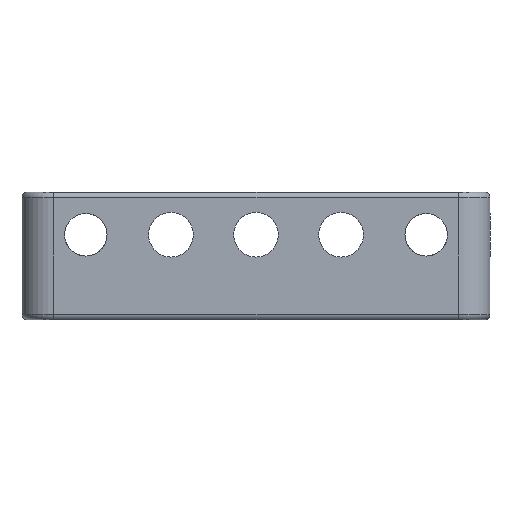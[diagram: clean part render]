
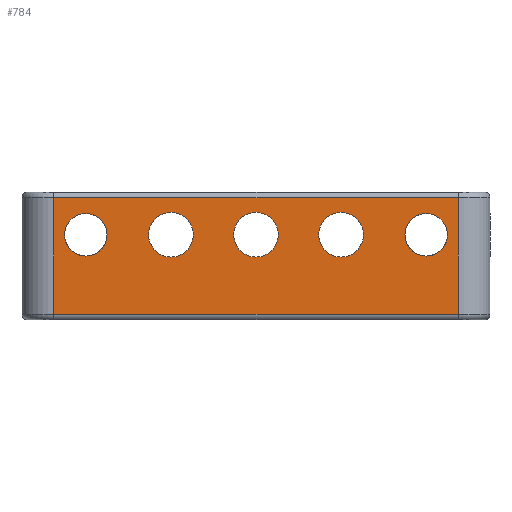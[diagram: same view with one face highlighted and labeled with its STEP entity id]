
A CAD part, front view. The second image highlights one B-rep face of the part: STEP entity #784.
In plain terms, the highlighted planar face has unit normal (0, -1, 0).
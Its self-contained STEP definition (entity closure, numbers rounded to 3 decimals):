
#174 = CIRCLE ( 'NONE', #2099, 2.1 ) ;
#176 = DIRECTION ( 'NONE',  ( 0., 0., 1. ) ) ;
#318 = ORIENTED_EDGE ( 'NONE', *, *, #602, .T. ) ;
#392 = EDGE_LOOP ( 'NONE', ( #8766, #3481 ) ) ;
#465 = VECTOR ( 'NONE', #2035, 1000. ) ;
#500 = EDGE_LOOP ( 'NONE', ( #9925, #6512 ) ) ;
#553 = DIRECTION ( 'NONE',  ( 0., 1., 0. ) ) ;
#602 = EDGE_CURVE ( 'NONE', #11584, #14010, #1093, .T. ) ;
#784 = ADVANCED_FACE ( 'NONE', ( #9892, #13075, #6464, #11901, #6330, #9614 ), #870, .F. ) ;
#810 = LINE ( 'NONE', #888, #11903 ) ;
#870 = PLANE ( 'NONE',  #4030 ) ;
#888 = CARTESIAN_POINT ( 'NONE',  ( 19., -22., 0.5 ) ) ;
#1027 = VERTEX_POINT ( 'NONE', #12834 ) ;
#1093 = LINE ( 'NONE', #1248, #6611 ) ;
#1112 = CIRCLE ( 'NONE', #11449, 2.1 ) ;
#1163 = DIRECTION ( 'NONE',  ( 0., 0., -1. ) ) ;
#1248 = CARTESIAN_POINT ( 'NONE',  ( -22., -22., 11.5 ) ) ;
#1306 = ORIENTED_EDGE ( 'NONE', *, *, #9975, .T. ) ;
#1573 = VERTEX_POINT ( 'NONE', #7786 ) ;
#1969 = CARTESIAN_POINT ( 'NONE',  ( 19., -22., 4. ) ) ;
#2021 = CARTESIAN_POINT ( 'NONE',  ( 16., -22., 6. ) ) ;
#2035 = DIRECTION ( 'NONE',  ( 0., 0., 1. ) ) ;
#2099 = AXIS2_PLACEMENT_3D ( 'NONE', #4658, #3719, #5998 ) ;
#2122 = VERTEX_POINT ( 'NONE', #3623 ) ;
#2158 = VERTEX_POINT ( 'NONE', #3852 ) ;
#2221 = AXIS2_PLACEMENT_3D ( 'NONE', #3729, #12592, #3648 ) ;
#2377 = ORIENTED_EDGE ( 'NONE', *, *, #11742, .T. ) ;
#2429 = AXIS2_PLACEMENT_3D ( 'NONE', #13977, #9460, #5161 ) ;
#2840 = EDGE_LOOP ( 'NONE', ( #5158, #1306 ) ) ;
#3209 = DIRECTION ( 'NONE',  ( 0., 0., -1. ) ) ;
#3226 = CARTESIAN_POINT ( 'NONE',  ( -8., -22., 8. ) ) ;
#3481 = ORIENTED_EDGE ( 'NONE', *, *, #13755, .T. ) ;
#3623 = CARTESIAN_POINT ( 'NONE',  ( 0., -22., 5.9 ) ) ;
#3648 = DIRECTION ( 'NONE',  ( 0., 0., 1. ) ) ;
#3703 = EDGE_LOOP ( 'NONE', ( #3838, #318, #6110, #4579 ) ) ;
#3719 = DIRECTION ( 'NONE',  ( 0., 1., 0. ) ) ;
#3729 = CARTESIAN_POINT ( 'NONE',  ( 16., -22., 8. ) ) ;
#3752 = CARTESIAN_POINT ( 'NONE',  ( 8., -22., 8. ) ) ;
#3838 = ORIENTED_EDGE ( 'NONE', *, *, #12252, .T. ) ;
#3839 = CIRCLE ( 'NONE', #2221, 2. ) ;
#3852 = CARTESIAN_POINT ( 'NONE',  ( -16., -22., 10. ) ) ;
#3904 = VERTEX_POINT ( 'NONE', #4157 ) ;
#3917 = DIRECTION ( 'NONE',  ( 0., 0., 1. ) ) ;
#4030 = AXIS2_PLACEMENT_3D ( 'NONE', #8715, #12178, #13228 ) ;
#4157 = CARTESIAN_POINT ( 'NONE',  ( 19., -22., 0.5 ) ) ;
#4296 = EDGE_CURVE ( 'NONE', #6343, #3904, #810, .T. ) ;
#4386 = DIRECTION ( 'NONE',  ( 0., 0., 1. ) ) ;
#4579 = ORIENTED_EDGE ( 'NONE', *, *, #4296, .T. ) ;
#4648 = VERTEX_POINT ( 'NONE', #10213 ) ;
#4658 = CARTESIAN_POINT ( 'NONE',  ( 0., -22., 8. ) ) ;
#4758 = DIRECTION ( 'NONE',  ( 0., 1., 0. ) ) ;
#4872 = CIRCLE ( 'NONE', #9783, 2.1 ) ;
#5031 = EDGE_LOOP ( 'NONE', ( #10293, #9369 ) ) ;
#5065 = DIRECTION ( 'NONE',  ( 0., 0., 1. ) ) ;
#5158 = ORIENTED_EDGE ( 'NONE', *, *, #12724, .T. ) ;
#5161 = DIRECTION ( 'NONE',  ( 0., 0., 1. ) ) ;
#5407 = VECTOR ( 'NONE', #1163, 1000. ) ;
#5570 = DIRECTION ( 'NONE',  ( 0., 1., 0. ) ) ;
#5703 = VERTEX_POINT ( 'NONE', #14573 ) ;
#5958 = DIRECTION ( 'NONE',  ( 0., 0., 1. ) ) ;
#5998 = DIRECTION ( 'NONE',  ( 0., 0., 1. ) ) ;
#6110 = ORIENTED_EDGE ( 'NONE', *, *, #6887, .T. ) ;
#6115 = CARTESIAN_POINT ( 'NONE',  ( -19., -22., 11.5 ) ) ;
#6151 = VERTEX_POINT ( 'NONE', #7123 ) ;
#6330 = FACE_BOUND ( 'NONE', #5031, .T. ) ;
#6343 = VERTEX_POINT ( 'NONE', #8626 ) ;
#6361 = VERTEX_POINT ( 'NONE', #10509 ) ;
#6464 = FACE_BOUND ( 'NONE', #392, .T. ) ;
#6512 = ORIENTED_EDGE ( 'NONE', *, *, #10899, .T. ) ;
#6611 = VECTOR ( 'NONE', #13454, 1000. ) ;
#6650 = VERTEX_POINT ( 'NONE', #2021 ) ;
#6680 = CARTESIAN_POINT ( 'NONE',  ( 19., -22., 11.5 ) ) ;
#6887 = EDGE_CURVE ( 'NONE', #14010, #6343, #13521, .T. ) ;
#6888 = EDGE_LOOP ( 'NONE', ( #2377, #8672 ) ) ;
#7004 = AXIS2_PLACEMENT_3D ( 'NONE', #10162, #11519, #5958 ) ;
#7123 = CARTESIAN_POINT ( 'NONE',  ( 8., -22., 5.9 ) ) ;
#7370 = DIRECTION ( 'NONE',  ( 1., 0., 0. ) ) ;
#7786 = CARTESIAN_POINT ( 'NONE',  ( 16., -22., 10. ) ) ;
#7816 = EDGE_CURVE ( 'NONE', #4648, #6151, #4872, .T. ) ;
#8161 = CIRCLE ( 'NONE', #7004, 2. ) ;
#8626 = CARTESIAN_POINT ( 'NONE',  ( -19., -22., 0.5 ) ) ;
#8672 = ORIENTED_EDGE ( 'NONE', *, *, #13836, .T. ) ;
#8715 = CARTESIAN_POINT ( 'NONE',  ( -22., -22., 4. ) ) ;
#8764 = DIRECTION ( 'NONE',  ( 0., 1., 0. ) ) ;
#8766 = ORIENTED_EDGE ( 'NONE', *, *, #7816, .T. ) ;
#9127 = AXIS2_PLACEMENT_3D ( 'NONE', #11673, #9523, #5065 ) ;
#9158 = CARTESIAN_POINT ( 'NONE',  ( -19., -22., 4. ) ) ;
#9216 = CARTESIAN_POINT ( 'NONE',  ( -8., -22., 8. ) ) ;
#9369 = ORIENTED_EDGE ( 'NONE', *, *, #14090, .T. ) ;
#9460 = DIRECTION ( 'NONE',  ( 0., 1., 0. ) ) ;
#9523 = DIRECTION ( 'NONE',  ( 0., 1., 0. ) ) ;
#9540 = AXIS2_PLACEMENT_3D ( 'NONE', #14203, #13983, #3917 ) ;
#9614 = FACE_OUTER_BOUND ( 'NONE', #3703, .T. ) ;
#9617 = EDGE_CURVE ( 'NONE', #2158, #1027, #13082, .T. ) ;
#9783 = AXIS2_PLACEMENT_3D ( 'NONE', #3752, #553, #13817 ) ;
#9875 = CARTESIAN_POINT ( 'NONE',  ( 8., -22., 8. ) ) ;
#9892 = FACE_BOUND ( 'NONE', #500, .T. ) ;
#9925 = ORIENTED_EDGE ( 'NONE', *, *, #9617, .T. ) ;
#9930 = LINE ( 'NONE', #1969, #465 ) ;
#9975 = EDGE_CURVE ( 'NONE', #6361, #5703, #1112, .T. ) ;
#10162 = CARTESIAN_POINT ( 'NONE',  ( -16., -22., 8. ) ) ;
#10213 = CARTESIAN_POINT ( 'NONE',  ( 8., -22., 10.1 ) ) ;
#10293 = ORIENTED_EDGE ( 'NONE', *, *, #11096, .T. ) ;
#10509 = CARTESIAN_POINT ( 'NONE',  ( -8., -22., 5.9 ) ) ;
#10899 = EDGE_CURVE ( 'NONE', #1027, #2158, #8161, .T. ) ;
#11096 = EDGE_CURVE ( 'NONE', #12055, #2122, #174, .T. ) ;
#11316 = CIRCLE ( 'NONE', #2429, 2.1 ) ;
#11449 = AXIS2_PLACEMENT_3D ( 'NONE', #3226, #5570, #4386 ) ;
#11519 = DIRECTION ( 'NONE',  ( 0., 1., 0. ) ) ;
#11584 = VERTEX_POINT ( 'NONE', #6680 ) ;
#11673 = CARTESIAN_POINT ( 'NONE',  ( 16., -22., 8. ) ) ;
#11742 = EDGE_CURVE ( 'NONE', #1573, #6650, #14559, .T. ) ;
#11901 = FACE_BOUND ( 'NONE', #2840, .T. ) ;
#11903 = VECTOR ( 'NONE', #7370, 1000. ) ;
#12055 = VERTEX_POINT ( 'NONE', #13805 ) ;
#12178 = DIRECTION ( 'NONE',  ( 0., 1., 0. ) ) ;
#12252 = EDGE_CURVE ( 'NONE', #3904, #11584, #9930, .T. ) ;
#12592 = DIRECTION ( 'NONE',  ( 0., 1., 0. ) ) ;
#12724 = EDGE_CURVE ( 'NONE', #5703, #6361, #13193, .T. ) ;
#12834 = CARTESIAN_POINT ( 'NONE',  ( -16., -22., 6. ) ) ;
#13075 = FACE_BOUND ( 'NONE', #6888, .T. ) ;
#13082 = CIRCLE ( 'NONE', #9540, 2. ) ;
#13193 = CIRCLE ( 'NONE', #14372, 2.1 ) ;
#13228 = DIRECTION ( 'NONE',  ( 0., 0., 1. ) ) ;
#13454 = DIRECTION ( 'NONE',  ( -1., 0., 0. ) ) ;
#13471 = AXIS2_PLACEMENT_3D ( 'NONE', #9875, #8764, #3209 ) ;
#13521 = LINE ( 'NONE', #9158, #5407 ) ;
#13755 = EDGE_CURVE ( 'NONE', #6151, #4648, #14187, .T. ) ;
#13805 = CARTESIAN_POINT ( 'NONE',  ( 0., -22., 10.1 ) ) ;
#13817 = DIRECTION ( 'NONE',  ( 0., 0., -1. ) ) ;
#13836 = EDGE_CURVE ( 'NONE', #6650, #1573, #3839, .T. ) ;
#13977 = CARTESIAN_POINT ( 'NONE',  ( 0., -22., 8. ) ) ;
#13983 = DIRECTION ( 'NONE',  ( 0., 1., 0. ) ) ;
#14010 = VERTEX_POINT ( 'NONE', #6115 ) ;
#14090 = EDGE_CURVE ( 'NONE', #2122, #12055, #11316, .T. ) ;
#14187 = CIRCLE ( 'NONE', #13471, 2.1 ) ;
#14203 = CARTESIAN_POINT ( 'NONE',  ( -16., -22., 8. ) ) ;
#14372 = AXIS2_PLACEMENT_3D ( 'NONE', #9216, #4758, #176 ) ;
#14559 = CIRCLE ( 'NONE', #9127, 2. ) ;
#14573 = CARTESIAN_POINT ( 'NONE',  ( -8., -22., 10.1 ) ) ;
